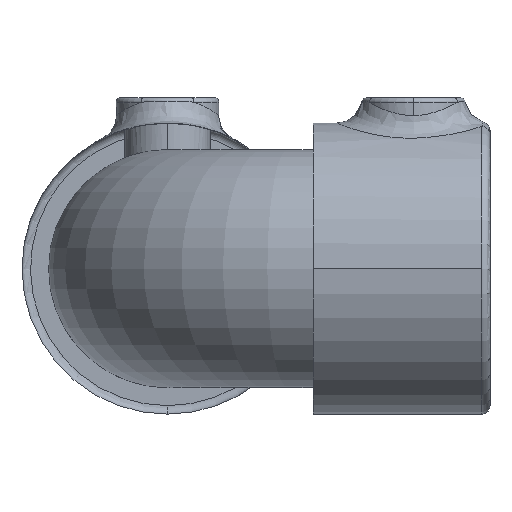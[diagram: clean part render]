
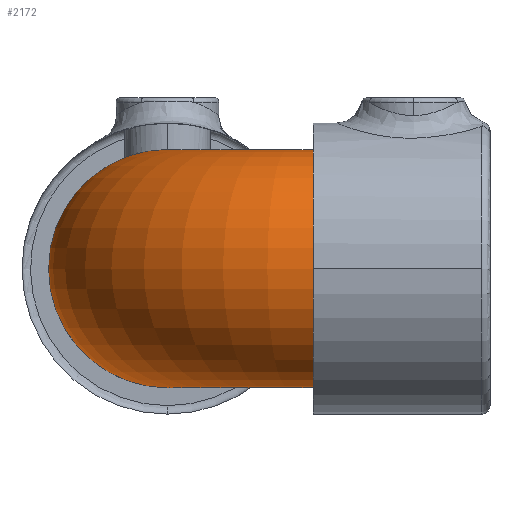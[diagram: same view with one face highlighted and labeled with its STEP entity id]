
A CAD part, left-side view. The second image highlights one B-rep face of the part: STEP entity #2172.
In plain terms, the highlighted toroidal (fillet/blend) face has major radius 27.051 mm and minor radius 22.098 mm.
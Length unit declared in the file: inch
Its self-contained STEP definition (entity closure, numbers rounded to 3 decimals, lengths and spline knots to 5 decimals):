
#136=CARTESIAN_POINT('',(0.87,0.30669,0.));
#137=VERTEX_POINT('',#136);
#146=CARTESIAN_POINT('',(-0.87,0.30669,0.));
#147=VERTEX_POINT('',#146);
#148=CARTESIAN_POINT('',(0.,0.30669,0.0));
#149=DIRECTION('',(0.0,-1.0,0.0));
#150=DIRECTION('',(1.0,0.0,0.0));
#151=AXIS2_PLACEMENT_3D('',#148,#149,#150);
#152=CIRCLE('',#151,0.87);
#153=EDGE_CURVE('',#147,#137,#152,.T.);
#180=CARTESIAN_POINT('',(1.065,0.50169,0.));
#181=VERTEX_POINT('',#180);
#206=CARTESIAN_POINT('',(1.065,2.24169,0.));
#207=VERTEX_POINT('',#206);
#214=CARTESIAN_POINT('',(1.065,1.37169,0.0));
#215=DIRECTION('',(-1.0,0.0,0.0));
#216=DIRECTION('',(0.0,-1.0,0.0));
#217=AXIS2_PLACEMENT_3D('',#214,#215,#216);
#218=CIRCLE('',#217,0.87);
#219=EDGE_CURVE('',#207,#181,#218,.T.);
#2136=CARTESIAN_POINT('',(1.065,1.37169,0.0));
#2137=DIRECTION('',(-1.0,0.0,0.0));
#2138=DIRECTION('',(0.0,-1.0,0.0));
#2139=AXIS2_PLACEMENT_3D('',#2136,#2137,#2138);
#2140=CIRCLE('',#2139,0.87);
#2141=EDGE_CURVE('',#181,#207,#2140,.T.);
#2153=CARTESIAN_POINT('',(1.065,0.30669,0.0));
#2154=DIRECTION('',(0.0,0.0,-1.0));
#2155=DIRECTION('',(-1.0,0.0,0.0));
#2156=AXIS2_PLACEMENT_3D('',#2153,#2154,#2155);
#2157=TOROIDAL_SURFACE('',#2156,1.065,0.87);
#2158=ORIENTED_EDGE('',*,*,#219,.F.);
#2159=ORIENTED_EDGE('',*,*,#2141,.F.);
#2160=EDGE_LOOP('',(#2158,#2159));
#2161=FACE_OUTER_BOUND('',#2160,.T.);
#2162=ORIENTED_EDGE('',*,*,#153,.T.);
#2163=CARTESIAN_POINT('',(0.,0.30669,0.0));
#2164=DIRECTION('',(0.0,-1.0,0.0));
#2165=DIRECTION('',(1.0,0.0,0.0));
#2166=AXIS2_PLACEMENT_3D('',#2163,#2164,#2165);
#2167=CIRCLE('',#2166,0.87);
#2168=EDGE_CURVE('',#137,#147,#2167,.T.);
#2169=ORIENTED_EDGE('',*,*,#2168,.T.);
#2170=EDGE_LOOP('',(#2162,#2169));
#2171=FACE_BOUND('',#2170,.T.);
#2172=ADVANCED_FACE('',(#2161,#2171),#2157,.F.);
